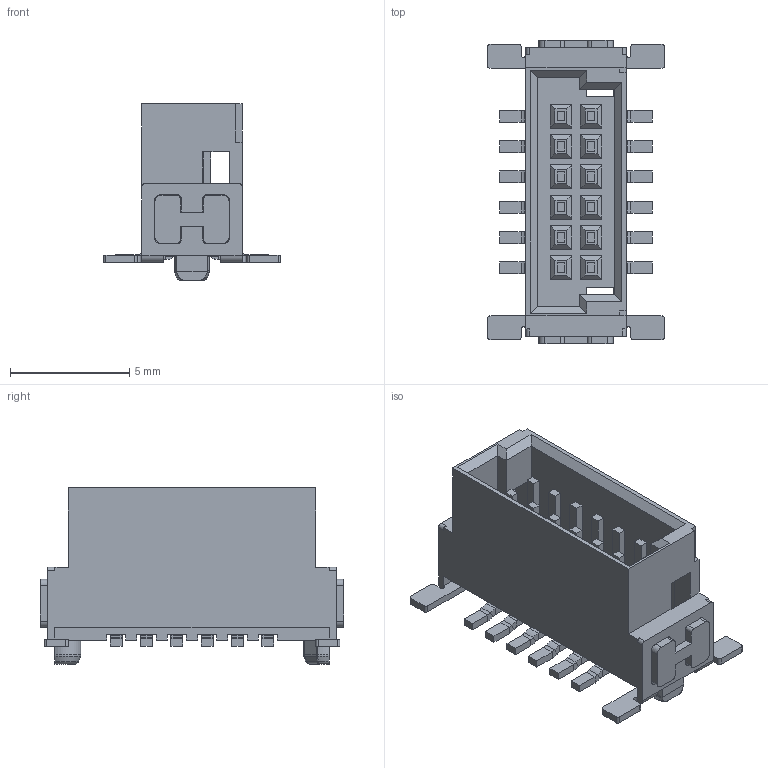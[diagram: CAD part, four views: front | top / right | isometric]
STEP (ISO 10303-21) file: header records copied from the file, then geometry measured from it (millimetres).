
FILE_DESCRIPTION(/* description */ (''),/* implementation_level */ '2;1');
FILE_NAME(/* name */ '100210564ugm000_c.stp',/* time_stamp */ '2020-05-29T09:44:17+02:00',/* author */ (''),/* organization */ (''),/* preprocessor_version */ 'ST-DEVELOPER v16.7',/* originating_system */ 'SIEMENS PLM Software NX 12.0',/* authorisation */ '');
FILE_SCHEMA (('AUTOMOTIVE_DESIGN { 1 0 10303 214 3 1 1 1 }'));
Length unit declared in the file: millimetre
Products named in the file (1): 100210564ugm000_c
Bounding box: 7.4 x 12.7 x 7.38 mm (x, y, z)
Volume: 145.4 mm3; surface area: 611.7 mm2
Topology: 1 solids, 1 shells, 647 faces, 1602 edges, 980 vertices
Faces by surface type: plane 475, bspline 84, cylinder 74, torus 9, cone 5
Entity records: 22642 total; most frequent: CARTESIAN_POINT 4991, ORIENTED_EDGE 3204, DIRECTION 2710, EDGE_CURVE 1602, LINE 1244, VECTOR 1244, VERTEX_POINT 980, AXIS2_PLACEMENT_3D 733
